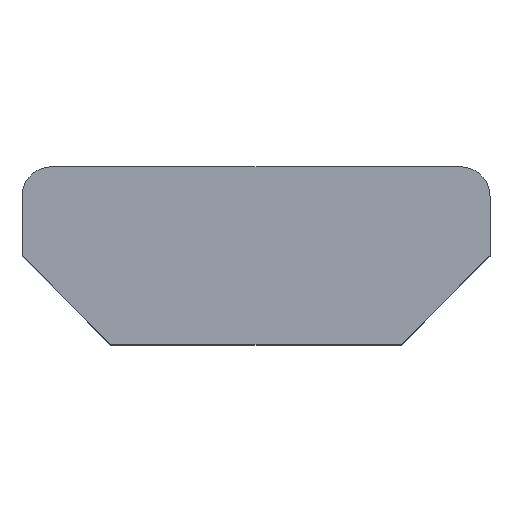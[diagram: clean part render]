
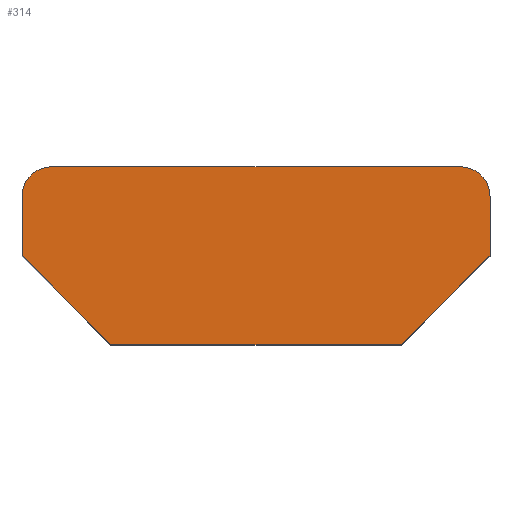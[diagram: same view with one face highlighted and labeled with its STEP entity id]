
A CAD part, top view. The second image highlights one B-rep face of the part: STEP entity #314.
In plain terms, the highlighted face is planar.
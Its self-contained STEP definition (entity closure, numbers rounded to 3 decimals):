
#37=DIRECTION('',(-1.,0.,0.));
#38=VECTOR('',#37,2.48);
#39=CARTESIAN_POINT('',(1.24,0.76,-3.15));
#40=LINE('',#39,#38);
#72=DIRECTION('',(0.,-1.,0.));
#73=VECTOR('',#72,0.506);
#74=CARTESIAN_POINT('',(-2.,0.,-3.15));
#75=LINE('',#74,#73);
#79=CARTESIAN_POINT('',(1.746,-0.506,-3.15));
#80=DIRECTION('',(0.,0.,-1.));
#81=DIRECTION('',(1.,0.,0.));
#82=AXIS2_PLACEMENT_3D('',#79,#80,#81);
#87=DIRECTION('',(0.,-1.,0.));
#88=VECTOR('',#87,0.506);
#89=CARTESIAN_POINT('',(2.,0.,-3.15));
#90=LINE('',#89,#88);
#94=DIRECTION('',(0.707,-0.707,0.));
#95=VECTOR('',#94,1.075);
#96=CARTESIAN_POINT('',(1.24,0.76,-3.15));
#97=LINE('',#96,#95);
#101=DIRECTION('',(-0.707,-0.707,0.));
#102=VECTOR('',#101,1.075);
#103=CARTESIAN_POINT('',(-1.24,0.76,-3.15));
#104=LINE('',#103,#102);
#108=CARTESIAN_POINT('',(-1.746,-0.506,-3.15));
#109=DIRECTION('',(0.,0.,-1.));
#110=DIRECTION('',(0.,-1.,0.));
#111=AXIS2_PLACEMENT_3D('',#108,#109,#110);
#160=DIRECTION('',(-1.,0.,0.));
#161=VECTOR('',#160,3.492);
#162=CARTESIAN_POINT('',(1.746,-0.76,-3.15));
#163=LINE('',#162,#161);
#203=CARTESIAN_POINT('',(1.24,0.76,-3.15));
#205=VERTEX_POINT('',#203);
#207=CARTESIAN_POINT('',(-1.24,0.76,-3.15));
#209=VERTEX_POINT('',#207);
#211=CARTESIAN_POINT('',(-2.,0.,-3.15));
#213=VERTEX_POINT('',#211);
#215=CARTESIAN_POINT('',(2.,0.,-3.15));
#217=VERTEX_POINT('',#215);
#222=CARTESIAN_POINT('',(2.,-0.506,-3.15));
#223=VERTEX_POINT('',#222);
#224=CARTESIAN_POINT('',(1.746,-0.76,-3.15));
#225=VERTEX_POINT('',#224);
#226=CARTESIAN_POINT('',(-1.746,-0.76,-3.15));
#227=CARTESIAN_POINT('',(-2.,-0.506,-3.15));
#228=VERTEX_POINT('',#226);
#229=VERTEX_POINT('',#227);
#295=CARTESIAN_POINT('',(2.,0.,-3.15));
#296=DIRECTION('',(0.,0.,-1.));
#297=DIRECTION('',(-1.,0.,0.));
#298=AXIS2_PLACEMENT_3D('',#295,#296,#297);
#299=PLANE('',#298);
#301=ORIENTED_EDGE('',*,*,#300,.F.);
#303=ORIENTED_EDGE('',*,*,#302,.F.);
#305=ORIENTED_EDGE('',*,*,#304,.F.);
#306=ORIENTED_EDGE('',*,*,#241,.T.);
#307=ORIENTED_EDGE('',*,*,#257,.T.);
#308=ORIENTED_EDGE('',*,*,#272,.T.);
#309=ORIENTED_EDGE('',*,*,#285,.F.);
#311=ORIENTED_EDGE('',*,*,#310,.F.);
#312=EDGE_LOOP('',(#301,#303,#305,#306,#307,#308,#309,#311));
#313=FACE_OUTER_BOUND('',#312,.F.);
#83=CIRCLE('',#82,0.254);
#112=CIRCLE('',#111,0.254);
#241=EDGE_CURVE('',#205,#209,#40,.T.);
#257=EDGE_CURVE('',#209,#213,#104,.T.);
#272=EDGE_CURVE('',#213,#229,#75,.T.);
#285=EDGE_CURVE('',#228,#229,#112,.T.);
#300=EDGE_CURVE('',#223,#225,#83,.T.);
#302=EDGE_CURVE('',#217,#223,#90,.T.);
#304=EDGE_CURVE('',#205,#217,#97,.T.);
#310=EDGE_CURVE('',#225,#228,#163,.T.);
#314=ADVANCED_FACE('',(#313),#299,.T.);
